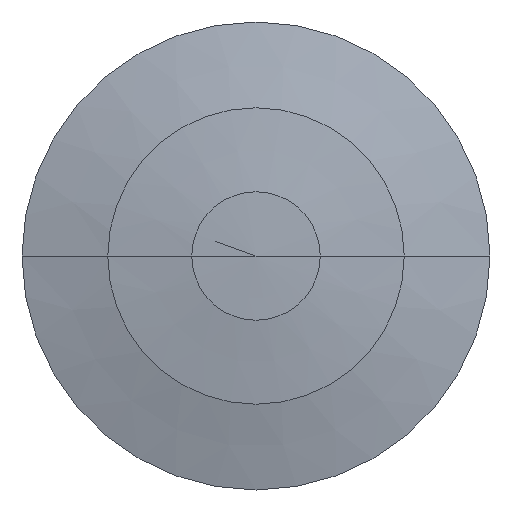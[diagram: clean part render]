
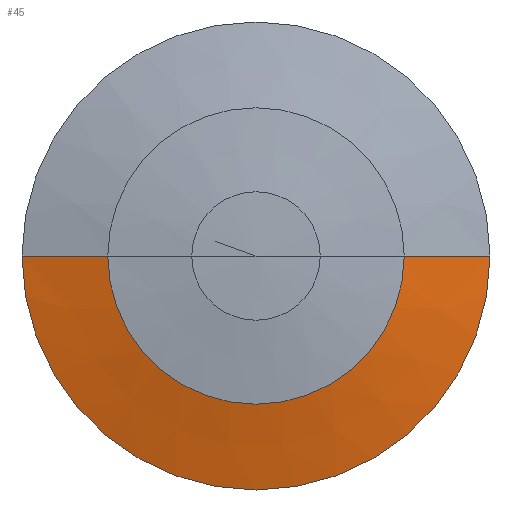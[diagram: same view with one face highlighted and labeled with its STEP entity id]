
A CAD part, left-side view. The second image highlights one B-rep face of the part: STEP entity #45.
In plain terms, the highlighted conical face has half-angle 76.145 degrees and reference radius 5.164 mm.
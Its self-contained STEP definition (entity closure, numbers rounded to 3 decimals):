
#45=ADVANCED_FACE('',(#97),#98,.T.);
#97=FACE_OUTER_BOUND('',#154,.T.);
#98=CONICAL_SURFACE('',#155,5.164,1.329);
#154=EDGE_LOOP('',(#214,#215,#216,#217));
#155=AXIS2_PLACEMENT_3D('',#218,#219,#220);
#214=ORIENTED_EDGE('',*,*,#333,.F.);
#215=ORIENTED_EDGE('',*,*,#331,.T.);
#216=ORIENTED_EDGE('',*,*,#334,.F.);
#217=ORIENTED_EDGE('',*,*,#335,.F.);
#218=CARTESIAN_POINT('',(-4.34,0.0,0.0));
#219=DIRECTION('',(1.0,0.,0.0));
#220=DIRECTION('',(0.,-1.0,0.0));
#331=EDGE_CURVE('',#378,#381,#383,.T.);
#333=EDGE_CURVE('',#378,#385,#386,.T.);
#334=EDGE_CURVE('',#387,#381,#388,.T.);
#335=EDGE_CURVE('',#385,#387,#389,.T.);
#378=VERTEX_POINT('',#444);
#381=VERTEX_POINT('',#448);
#383=CIRCLE('',#451,4.005);
#385=VERTEX_POINT('',#453);
#386=LINE('',#454,#455);
#387=VERTEX_POINT('',#456);
#388=LINE('',#457,#458);
#389=CIRCLE('',#459,6.323);
#444=CARTESIAN_POINT('',(-4.625,-4.005,0.0));
#448=CARTESIAN_POINT('',(-4.625,4.005,0.));
#451=AXIS2_PLACEMENT_3D('',#522,#523,#524);
#453=CARTESIAN_POINT('',(-4.054,-6.322,0.0));
#454=CARTESIAN_POINT('',(-4.34,-5.164,0.));
#455=VECTOR('',#525,1.0);
#456=CARTESIAN_POINT('',(-4.054,6.323,0.));
#457=CARTESIAN_POINT('',(-4.34,5.164,0.));
#458=VECTOR('',#526,1.0);
#459=AXIS2_PLACEMENT_3D('',#527,#528,#529);
#522=CARTESIAN_POINT('',(-4.625,0.0,0.0));
#523=DIRECTION('',(1.0,0.,0.0));
#524=DIRECTION('',(0.,1.0,0.0));
#525=DIRECTION('',(0.239,-0.971,0.));
#526=DIRECTION('',(-0.239,-0.971,0.));
#527=CARTESIAN_POINT('',(-4.054,0.0,0.0));
#528=DIRECTION('',(1.0,0.,0.0));
#529=DIRECTION('',(0.,1.0,0.0));
